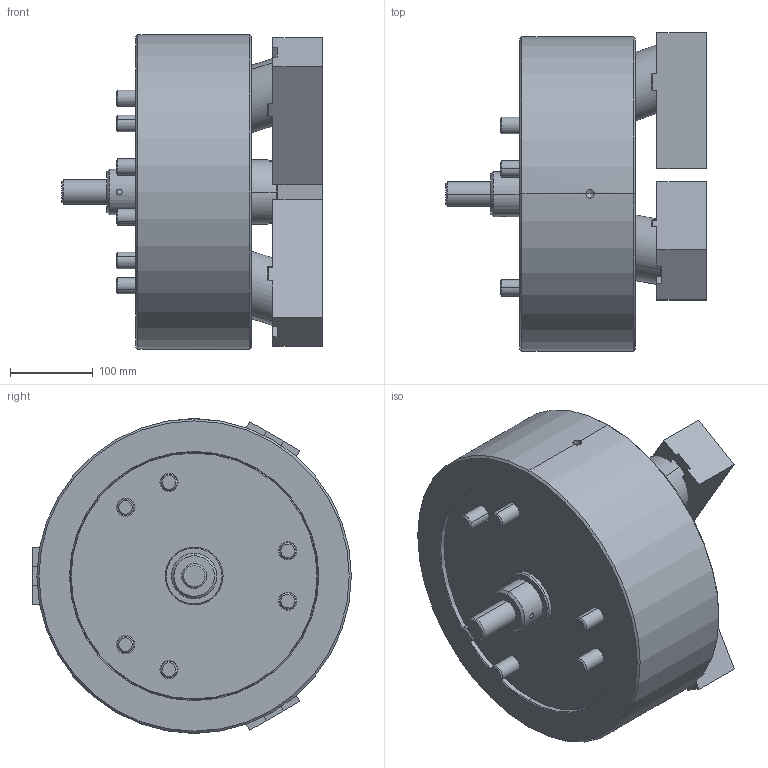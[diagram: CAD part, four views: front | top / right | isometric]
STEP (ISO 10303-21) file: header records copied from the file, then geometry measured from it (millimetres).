
FILE_DESCRIPTION (( 'STEP AP203' ), '1' );
FILE_NAME ('CF-3D-15.STEP', '2019-10-23T07:38:06', ( '' ), ( '' ), 'SwSTEP 2.0', 'SolidWorks 2016', '' );
FILE_SCHEMA (( 'CONFIG_CONTROL_DESIGN' ));
Length unit declared in the file: millimetre
Products named in the file (13): CF-3D-15-01000; 圓頭內六角螺栓_M20x140; CF-3D-15; CF-3D-15-06000; 3D-15-09000; 3P-15-06000; 圓頭內六角螺栓_M8x20; 圓頭內六角螺栓_M10x25; CF-3D-15-05000; CF-3D-15-04000; 圓頭內六角螺栓_M16x40; CF-3D-15-03000; CF-3D-15-02010
Assembly tree (28 placements, depth 2):
  CF-3D-15
    CF-3D-15-01000
    CF-3D-15-02010
    CF-3D-15-03000  x3
    CF-3D-15-04000
    CF-3D-15-05000
    CF-3D-15-06000  x3
    3D-15-09000
    3P-15-06000
    圓頭內六角螺栓_M10x25
    圓頭內六角螺栓_M8x20  x3
    圓頭內六角螺栓_M16x40  x6
    圓頭內六角螺栓_M20x140  x6
Bounding box: 316 x 386.14 x 381 mm (x, y, z)
Volume: 17453501.7 mm3; surface area: 1189215.7 mm2
Topology: 28 solids, 28 shells, 816 faces, 1862 edges, 1132 vertices
Faces by surface type: plane 402, cylinder 230, cone 184
Entity records: 13311 total; most frequent: CARTESIAN_POINT 2209, DIRECTION 2122, ORIENTED_EDGE 1764, EDGE_CURVE 882, AXIS2_PLACEMENT_3D 835, VERTEX_POINT 554, EDGE_LOOP 496, LINE 452
